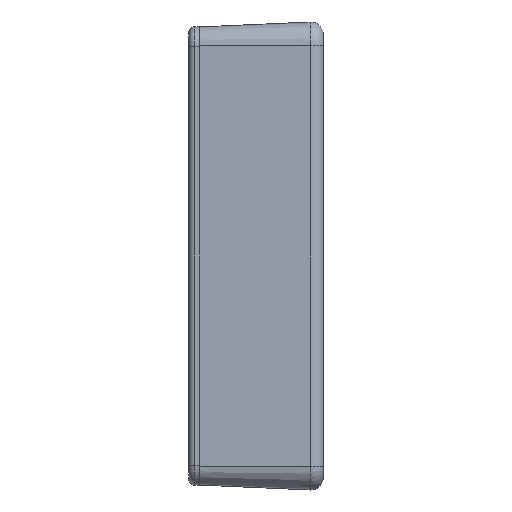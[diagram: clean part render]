
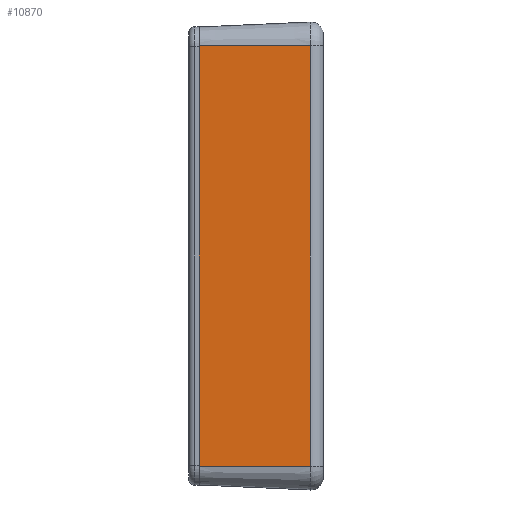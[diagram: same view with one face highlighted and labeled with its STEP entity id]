
A CAD part, left-side view. The second image highlights one B-rep face of the part: STEP entity #10870.
In plain terms, the highlighted planar face has unit normal (-0.999, 0.044, 0).
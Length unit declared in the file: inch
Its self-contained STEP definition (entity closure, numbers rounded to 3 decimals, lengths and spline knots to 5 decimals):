
#376 = EDGE_LOOP ( 'NONE', ( #745, #746, #747, #748 ) ) ;
#745 = ORIENTED_EDGE ( 'NONE', *, *, #2064, .F. ) ;
#746 = ORIENTED_EDGE ( 'NONE', *, *, #2063, .T. ) ;
#747 = ORIENTED_EDGE ( 'NONE', *, *, #2060, .T. ) ;
#748 = ORIENTED_EDGE ( 'NONE', *, *, #2065, .F. ) ;
#1919 = AXIS2_PLACEMENT_3D ( 'NONE', #2010, #2007, #2006 ) ;
#2006 = DIRECTION ( 'NONE',  ( -0.044, -0.999, 0. ) ) ;
#2007 = DIRECTION ( 'NONE',  ( -0.999, 0.044, 0. ) ) ;
#2009 = PLANE ( 'NONE',  #1919 ) ;
#2010 = CARTESIAN_POINT ( 'NONE',  ( -3.0575, 0., -2.122 ) ) ;
#2060 = EDGE_CURVE ( 'NONE', #8538, #8535, #3419, .T. ) ;
#2063 = EDGE_CURVE ( 'NONE', #8534, #8538, #3420, .T. ) ;
#2064 = EDGE_CURVE ( 'NONE', #8534, #8533, #3429, .T. ) ;
#2065 = EDGE_CURVE ( 'NONE', #8533, #8535, #3427, .T. ) ;
#3417 = VECTOR ( 'NONE', #8806, 39.37008 ) ;
#3419 = LINE ( 'NONE', #8800, #3422 ) ;
#3420 = LINE ( 'NONE', #8805, #3417 ) ;
#3422 = VECTOR ( 'NONE', #8801, 39.37008 ) ;
#3427 = LINE ( 'NONE', #8799, #3431 ) ;
#3429 = LINE ( 'NONE', #8807, #3430 ) ;
#3430 = VECTOR ( 'NONE', #8808, 39.37008 ) ;
#3431 = VECTOR ( 'NONE', #8810, 39.37008 ) ;
#6153 = CARTESIAN_POINT ( 'NONE',  ( -3.10725, -1.11945, 2.122 ) ) ;
#6157 = CARTESIAN_POINT ( 'NONE',  ( -3.0575, 0., 2.122 ) ) ;
#6158 = CARTESIAN_POINT ( 'NONE',  ( -3.10725, -1.11945, -2.122 ) ) ;
#6159 = CARTESIAN_POINT ( 'NONE',  ( -3.0575, 0., -2.122 ) ) ;
#8533 = VERTEX_POINT ( 'NONE', #6159 ) ;
#8534 = VERTEX_POINT ( 'NONE', #6158 ) ;
#8535 = VERTEX_POINT ( 'NONE', #6157 ) ;
#8538 = VERTEX_POINT ( 'NONE', #6153 ) ;
#8799 = CARTESIAN_POINT ( 'NONE',  ( -3.0575, 0., -2.122 ) ) ;
#8800 = CARTESIAN_POINT ( 'NONE',  ( -3.0575, 0., 2.122 ) ) ;
#8801 = DIRECTION ( 'NONE',  ( 0.044, 0.999, 0. ) ) ;
#8805 = CARTESIAN_POINT ( 'NONE',  ( -3.10725, -1.11945, 2.122 ) ) ;
#8806 = DIRECTION ( 'NONE',  ( 0., 0., 1. ) ) ;
#8807 = CARTESIAN_POINT ( 'NONE',  ( -3.0575, 0., -2.122 ) ) ;
#8808 = DIRECTION ( 'NONE',  ( 0.044, 0.999, 0. ) ) ;
#8810 = DIRECTION ( 'NONE',  ( 0., 0., 1. ) ) ;
#9281 = FACE_OUTER_BOUND ( 'NONE', #376, .T. ) ;
#10870 = ADVANCED_FACE ( 'NONE', ( #9281 ), #2009, .T. ) ;
